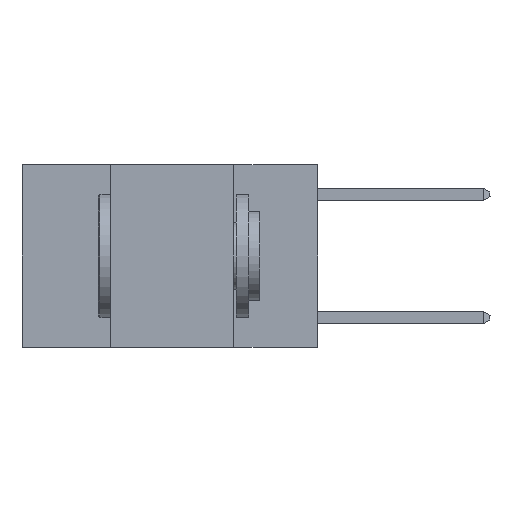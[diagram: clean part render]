
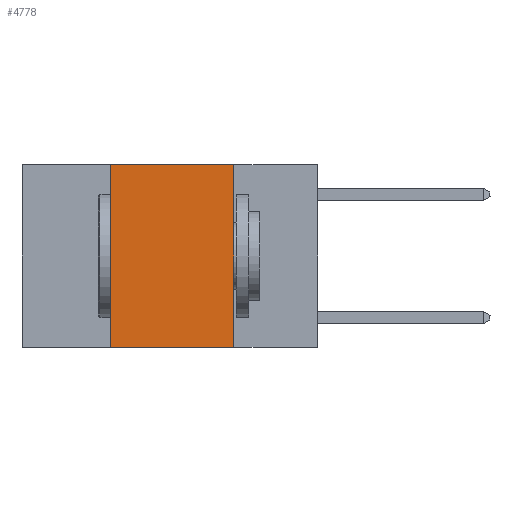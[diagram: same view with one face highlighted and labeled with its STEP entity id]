
A CAD part, left-side view. The second image highlights one B-rep face of the part: STEP entity #4778.
In plain terms, the highlighted planar face has unit normal (-1, 0, 0).
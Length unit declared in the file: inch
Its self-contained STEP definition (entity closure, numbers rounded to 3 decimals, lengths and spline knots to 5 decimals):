
#298 = CARTESIAN_POINT ( 'NONE',  ( 0., 0.17, 0. ) ) ;
#4778 = ADVANCED_FACE ( 'NONE', ( #22588 ), #19641, .F. ) ;
#4851 = EDGE_CURVE ( 'NONE', #17225, #23424, #26634, .T. ) ;
#6141 = DIRECTION ( 'NONE',  ( 0., 0., 1. ) ) ;
#6895 = VERTEX_POINT ( 'NONE', #26676 ) ;
#7442 = EDGE_LOOP ( 'NONE', ( #8901, #25275, #8531, #23869 ) ) ;
#7855 = DIRECTION ( 'NONE',  ( 0., 0., -1. ) ) ;
#8049 = DIRECTION ( 'NONE',  ( 0., 0., -1. ) ) ;
#8404 = CARTESIAN_POINT ( 'NONE',  ( 0., 0.17, -0.37 ) ) ;
#8531 = ORIENTED_EDGE ( 'NONE', *, *, #16784, .F. ) ;
#8901 = ORIENTED_EDGE ( 'NONE', *, *, #4851, .F. ) ;
#9307 = VECTOR ( 'NONE', #10094, 39.37008 ) ;
#9395 = AXIS2_PLACEMENT_3D ( 'NONE', #19732, #22146, #7855 ) ;
#10094 = DIRECTION ( 'NONE',  ( 0., -1., 0. ) ) ;
#12586 = CARTESIAN_POINT ( 'NONE',  ( 0., 0.6, 0. ) ) ;
#14007 = VECTOR ( 'NONE', #8049, 39.37008 ) ;
#14457 = LINE ( 'NONE', #18022, #20050 ) ;
#16784 = EDGE_CURVE ( 'NONE', #20535, #6895, #14457, .T. ) ;
#17225 = VERTEX_POINT ( 'NONE', #298 ) ;
#17383 = VECTOR ( 'NONE', #17387, 39.37008 ) ;
#17387 = DIRECTION ( 'NONE',  ( 0., -1., 0. ) ) ;
#18022 = CARTESIAN_POINT ( 'NONE',  ( 0., 0.42, 0. ) ) ;
#19641 = PLANE ( 'NONE',  #9395 ) ;
#19732 = CARTESIAN_POINT ( 'NONE',  ( 0., 0.6, 0. ) ) ;
#20050 = VECTOR ( 'NONE', #6141, 39.37008 ) ;
#20535 = VERTEX_POINT ( 'NONE', #29513 ) ;
#21984 = LINE ( 'NONE', #26704, #9307 ) ;
#22146 = DIRECTION ( 'NONE',  ( 1., 0., 0. ) ) ;
#22329 = CARTESIAN_POINT ( 'NONE',  ( 0., 0.17, 0. ) ) ;
#22588 = FACE_OUTER_BOUND ( 'NONE', #7442, .T. ) ;
#23424 = VERTEX_POINT ( 'NONE', #8404 ) ;
#23869 = ORIENTED_EDGE ( 'NONE', *, *, #27854, .T. ) ;
#25275 = ORIENTED_EDGE ( 'NONE', *, *, #29833, .F. ) ;
#26634 = LINE ( 'NONE', #22329, #14007 ) ;
#26676 = CARTESIAN_POINT ( 'NONE',  ( 0., 0.42, 0. ) ) ;
#26704 = CARTESIAN_POINT ( 'NONE',  ( 0., 0.6, -0.37 ) ) ;
#27854 = EDGE_CURVE ( 'NONE', #20535, #23424, #21984, .T. ) ;
#29513 = CARTESIAN_POINT ( 'NONE',  ( 0., 0.42, -0.37 ) ) ;
#29833 = EDGE_CURVE ( 'NONE', #6895, #17225, #29944, .T. ) ;
#29944 = LINE ( 'NONE', #12586, #17383 ) ;
